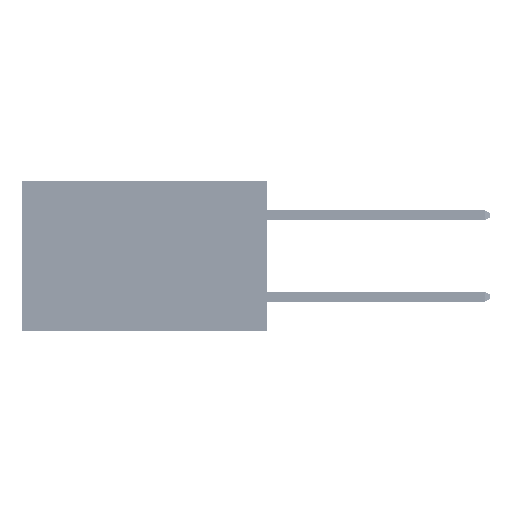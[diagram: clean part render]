
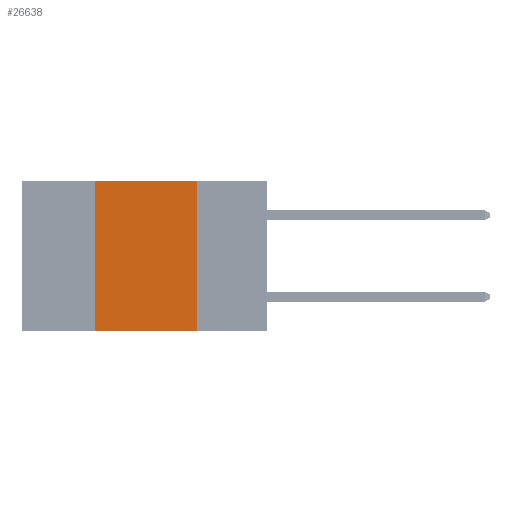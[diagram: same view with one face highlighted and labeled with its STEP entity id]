
A CAD part, left-side view. The second image highlights one B-rep face of the part: STEP entity #26638.
In plain terms, the highlighted planar face has unit normal (-1, 0, 0).
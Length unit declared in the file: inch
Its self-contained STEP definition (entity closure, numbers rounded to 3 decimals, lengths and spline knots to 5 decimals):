
#712 = VECTOR ( 'NONE', #10198, 39.37008 ) ;
#4255 = VERTEX_POINT ( 'NONE', #4703 ) ;
#4703 = CARTESIAN_POINT ( 'NONE',  ( 0., 0.42, 0. ) ) ;
#5662 = CARTESIAN_POINT ( 'NONE',  ( 0., 0.6, 0. ) ) ;
#6791 = DIRECTION ( 'NONE',  ( 0., 0., 1. ) ) ;
#7177 = VERTEX_POINT ( 'NONE', #20885 ) ;
#7311 = ORIENTED_EDGE ( 'NONE', *, *, #22803, .F. ) ;
#9965 = EDGE_LOOP ( 'NONE', ( #45647, #7311, #41839, #24226 ) ) ;
#10164 = VECTOR ( 'NONE', #45712, 39.37008 ) ;
#10198 = DIRECTION ( 'NONE',  ( 0., -1., 0. ) ) ;
#13067 = EDGE_CURVE ( 'NONE', #7177, #14298, #42070, .T. ) ;
#14298 = VERTEX_POINT ( 'NONE', #29868 ) ;
#15930 = CARTESIAN_POINT ( 'NONE',  ( 0., 0.6, -0.37 ) ) ;
#16570 = PLANE ( 'NONE',  #18809 ) ;
#18809 = AXIS2_PLACEMENT_3D ( 'NONE', #5662, #45406, #34978 ) ;
#20476 = CARTESIAN_POINT ( 'NONE',  ( 0., 0.17, 0. ) ) ;
#20885 = CARTESIAN_POINT ( 'NONE',  ( 0., 0.17, 0. ) ) ;
#22803 = EDGE_CURVE ( 'NONE', #4255, #7177, #39981, .T. ) ;
#24226 = ORIENTED_EDGE ( 'NONE', *, *, #33338, .T. ) ;
#25877 = VECTOR ( 'NONE', #6791, 39.37008 ) ;
#26638 = ADVANCED_FACE ( 'NONE', ( #27928 ), #16570, .F. ) ;
#27928 = FACE_OUTER_BOUND ( 'NONE', #9965, .T. ) ;
#28573 = EDGE_CURVE ( 'NONE', #42695, #4255, #42911, .T. ) ;
#29868 = CARTESIAN_POINT ( 'NONE',  ( 0., 0.17, -0.37 ) ) ;
#31184 = DIRECTION ( 'NONE',  ( 0., -1., 0. ) ) ;
#33338 = EDGE_CURVE ( 'NONE', #42695, #14298, #39159, .T. ) ;
#33497 = CARTESIAN_POINT ( 'NONE',  ( 0., 0.42, -0.37 ) ) ;
#34978 = DIRECTION ( 'NONE',  ( 0., 0., -1. ) ) ;
#35956 = VECTOR ( 'NONE', #31184, 39.37008 ) ;
#36607 = CARTESIAN_POINT ( 'NONE',  ( 0., 0.6, 0. ) ) ;
#39159 = LINE ( 'NONE', #15930, #35956 ) ;
#39981 = LINE ( 'NONE', #36607, #712 ) ;
#41839 = ORIENTED_EDGE ( 'NONE', *, *, #28573, .F. ) ;
#42070 = LINE ( 'NONE', #20476, #10164 ) ;
#42695 = VERTEX_POINT ( 'NONE', #33497 ) ;
#42911 = LINE ( 'NONE', #43628, #25877 ) ;
#43628 = CARTESIAN_POINT ( 'NONE',  ( 0., 0.42, 0. ) ) ;
#45406 = DIRECTION ( 'NONE',  ( 1., 0., 0. ) ) ;
#45647 = ORIENTED_EDGE ( 'NONE', *, *, #13067, .F. ) ;
#45712 = DIRECTION ( 'NONE',  ( 0., 0., -1. ) ) ;
